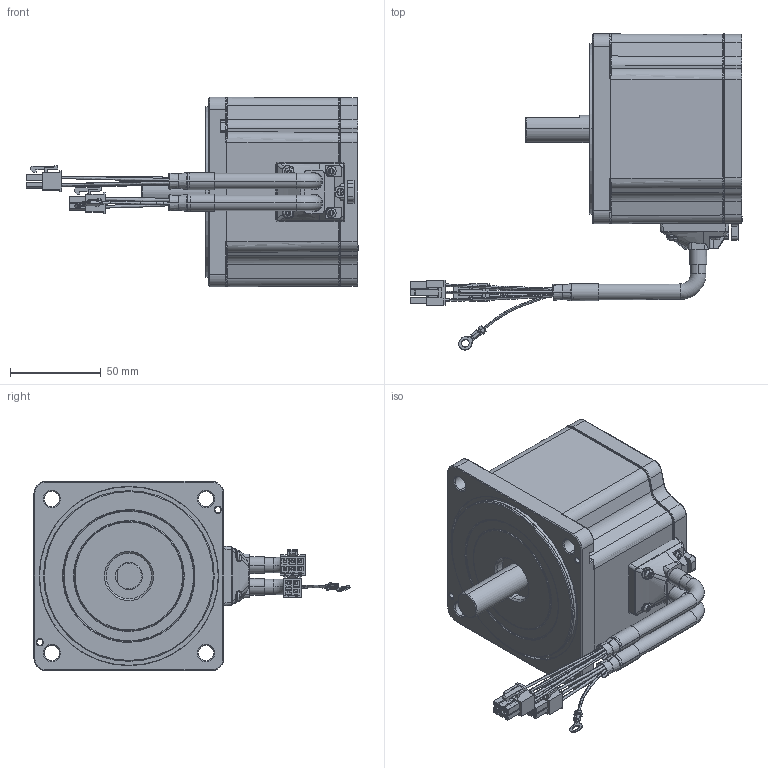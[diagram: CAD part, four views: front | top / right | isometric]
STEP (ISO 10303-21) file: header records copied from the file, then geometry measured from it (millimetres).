
FILE_DESCRIPTION (( 'STEP AP203' ), '1' );
FILE_NAME ('P91-MO-104-01-R00.STEP', '2017-06-14T05:30:48', ( '' ), ( '' ), 'SwSTEP 2.0', 'SolidWorks 2013', '' );
FILE_SCHEMA (( 'CONFIG_CONTROL_DESIGN' ));
Length unit declared in the file: millimetre
Products named in the file (11): SENSOR CABLE; 5557-04R; M-CASE-RE01ST01; 5557-06R; M-COVER-ST01; P91-MO-104-01-R00; BRACKET-ST01; GASKET-ST01 (2); M4xL12 PH; M3xL12 PH; POWER CABLE
Assembly tree (16 placements, depth 2):
  P91-MO-104-01-R00
    M-CASE-RE01ST01
    M-COVER-ST01
    BRACKET-ST01
    GASKET-ST01 (2)
    M4xL12 PH  x4
    M3xL12 PH  x4
    POWER CABLE
    SENSOR CABLE
    5557-04R
    5557-06R
Bounding box: 182.8 x 174.01 x 104.5 mm (x, y, z)
Volume: 816565 mm3; surface area: 107378.5 mm2
Topology: 6 solids, 29 shells, 1823 faces, 5298 edges, 3422 vertices
Faces by surface type: plane 919, cylinder 464, bspline 302, cone 134, torus 4
Full cylindrical faces by diameter (mm): 3 x4, 4 x8
Entity records: 70629 total; most frequent: CARTESIAN_POINT 33245, ORIENTED_EDGE 8011, DIRECTION 6534, EDGE_CURVE 4048, VERTEX_POINT 2589, LINE 2506, VECTOR 2506, AXIS2_PLACEMENT_3D 2014
